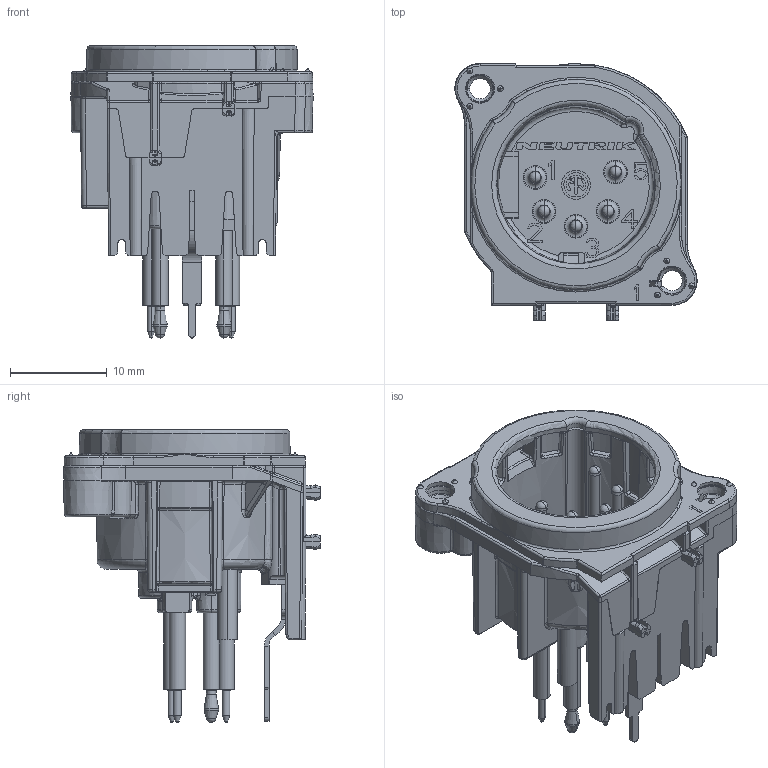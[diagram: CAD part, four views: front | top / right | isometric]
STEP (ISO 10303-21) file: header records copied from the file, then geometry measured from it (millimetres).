
FILE_DESCRIPTION((''),'2;1');
FILE_NAME('30011659','2024-07-23T11:59:45',('SYSTEM'),(''),'CREO PARAMETRIC BY PTC INC, 2023424','CREO PARAMETRIC BY PTC INC, 2023424','');
FILE_SCHEMA(('CONFIG_CONTROL_DESIGN'));
Products named in the file (1): 30011659
Bounding box: 25 x 26.5 x 30.2 mm (x, y, z)
Volume: 3014.3 mm3; surface area: 5402.3 mm2
Topology: 1 solids, 6 shells, 1888 faces, 4673 edges, 2792 vertices
Faces by surface type: plane 655, cylinder 402, bspline 350, torus 197, cone 142, sphere 134, extrusion 8
Entity records: 68084 total; most frequent: CARTESIAN_POINT 26149, ORIENTED_EDGE 9280, DIRECTION 8108, EDGE_CURVE 4640, AXIS2_PLACEMENT_3D 3055, VERTEX_POINT 2792, VECTOR 1998, LINE 1990
